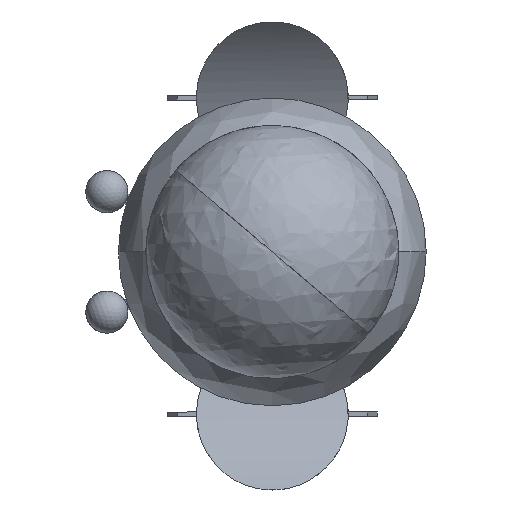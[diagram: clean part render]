
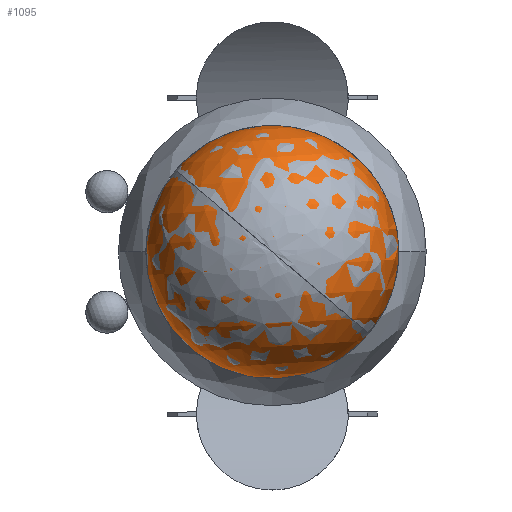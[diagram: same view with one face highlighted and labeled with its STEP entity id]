
A CAD part, front view. The second image highlights one B-rep face of the part: STEP entity #1095.
In plain terms, the highlighted spherical face has radius 60 mm.
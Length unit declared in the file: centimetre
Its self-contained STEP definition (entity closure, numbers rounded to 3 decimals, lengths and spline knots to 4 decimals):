
#771=CARTESIAN_POINT('',(0.3589,5.3409,1.8));
#772=VERTEX_POINT('',#771);
#773=CARTESIAN_POINT('',(-5.3647,5.3409,6.0));
#774=VERTEX_POINT('',#773);
#775=CARTESIAN_POINT('',(-5.3647,5.3409,0.0));
#776=DIRECTION('',(0.0,-1.0,0.0));
#777=DIRECTION('',(0.0,0.0,1.0));
#778=AXIS2_PLACEMENT_3D('',#775,#776,#777);
#779=CIRCLE('',#778,6.0);
#780=EDGE_CURVE('',#772,#774,#779,.T.);
#791=CARTESIAN_POINT('',(0.3589,5.3409,-1.8));
#792=VERTEX_POINT('',#791);
#800=CARTESIAN_POINT('',(-5.3647,5.3409,-6.0));
#801=VERTEX_POINT('',#800);
#802=CARTESIAN_POINT('',(-5.3647,5.3409,0.0));
#803=DIRECTION('',(0.0,-1.0,0.0));
#804=DIRECTION('',(0.0,0.0,1.0));
#805=AXIS2_PLACEMENT_3D('',#802,#803,#804);
#806=CIRCLE('',#805,6.0);
#807=EDGE_CURVE('',#801,#792,#806,.T.);
#826=CARTESIAN_POINT('',(0.3589,3.5409,0.0));
#827=VERTEX_POINT('',#826);
#850=CARTESIAN_POINT('',(0.3589,5.3409,0.0));
#851=DIRECTION('',(-1.0,0.0,0.0));
#852=DIRECTION('',(0.0,-1.0,0.0));
#853=AXIS2_PLACEMENT_3D('',#850,#851,#852);
#854=CIRCLE('',#853,1.8);
#855=EDGE_CURVE('',#827,#772,#854,.T.);
#983=CARTESIAN_POINT('',(-5.3647,-0.6591,0.0));
#984=VERTEX_POINT('',#983);
#985=CARTESIAN_POINT('',(-5.3647,5.3409,0.0));
#986=DIRECTION('',(-1.0,0.0,0.0));
#987=DIRECTION('',(0.0,-1.0,0.0));
#988=AXIS2_PLACEMENT_3D('',#985,#986,#987);
#989=CIRCLE('',#988,6.0);
#990=EDGE_CURVE('',#984,#774,#989,.T.);
#993=CARTESIAN_POINT('',(-5.3647,5.3409,0.0));
#994=DIRECTION('',(-1.0,0.0,0.0));
#995=DIRECTION('',(0.0,-1.0,0.0));
#996=AXIS2_PLACEMENT_3D('',#993,#994,#995);
#997=CIRCLE('',#996,6.0);
#998=EDGE_CURVE('',#801,#984,#997,.T.);
#1069=CARTESIAN_POINT('',(0.3589,5.3409,0.0));
#1070=DIRECTION('',(-1.0,0.0,0.0));
#1071=DIRECTION('',(0.0,-1.0,0.0));
#1072=AXIS2_PLACEMENT_3D('',#1069,#1070,#1071);
#1073=CIRCLE('',#1072,1.8);
#1074=EDGE_CURVE('',#792,#827,#1073,.T.);
#1082=CARTESIAN_POINT('',(-5.3647,5.3409,0.0));
#1083=DIRECTION('',(0.0,0.0,1.0));
#1084=DIRECTION('',(1.0,0.0,0.0));
#1085=AXIS2_PLACEMENT_3D('',#1082,#1083,#1084);
#1086=SPHERICAL_SURFACE('',#1085,6.0);
#1087=ORIENTED_EDGE('',*,*,#780,.T.);
#1088=ORIENTED_EDGE('',*,*,#990,.F.);
#1089=ORIENTED_EDGE('',*,*,#998,.F.);
#1090=ORIENTED_EDGE('',*,*,#807,.T.);
#1091=ORIENTED_EDGE('',*,*,#1074,.T.);
#1092=ORIENTED_EDGE('',*,*,#855,.T.);
#1093=EDGE_LOOP('',(#1087,#1088,#1089,#1090,#1091,#1092));
#1094=FACE_OUTER_BOUND('',#1093,.T.);
#1095=ADVANCED_FACE('',(#1094),#1086,.T.);
